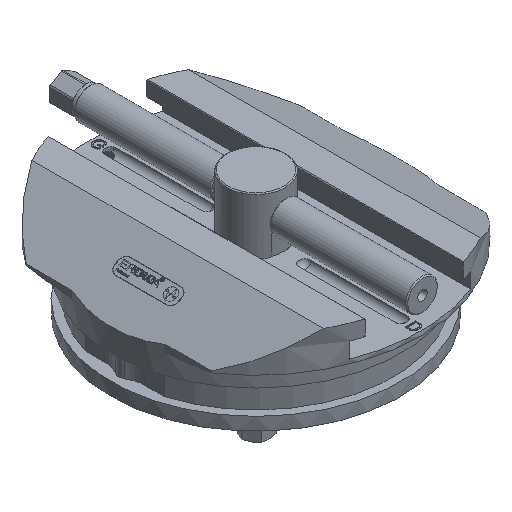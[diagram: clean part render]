
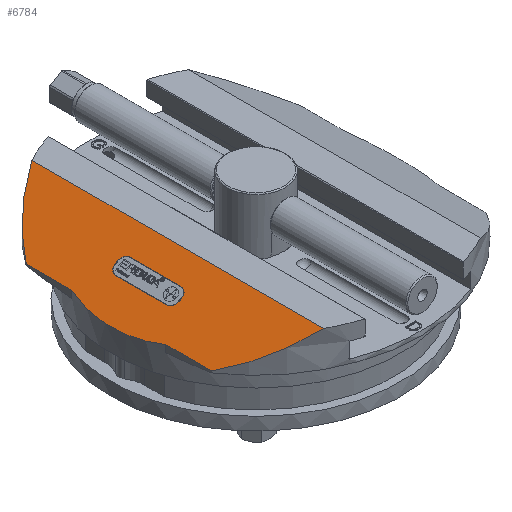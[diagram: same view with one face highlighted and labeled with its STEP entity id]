
A CAD part, isometric view. The second image highlights one B-rep face of the part: STEP entity #6784.
In plain terms, the highlighted planar face has unit normal (-0.5, 0, 0.866).
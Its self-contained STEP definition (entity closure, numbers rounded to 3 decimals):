
#3599=CARTESIAN_POINT('',(-70.0,46.831,-75.321));
#3600=VERTEX_POINT('',#3599);
#3607=CARTESIAN_POINT('',(-40.,73.933,-58.));
#3608=VERTEX_POINT('',#3607);
#3609=CARTESIAN_POINT('',(-40.,73.933,-58.));
#3610=CARTESIAN_POINT('',(-52.105,67.428,-64.989));
#3611=CARTESIAN_POINT('',(-62.302,58.215,-70.876));
#3612=CARTESIAN_POINT('',(-70.,46.831,-75.321));
#3620=(BOUNDED_CURVE()B_SPLINE_CURVE(3,(#3609,#3610,#3611,#3612),.UNSPECIFIED.,.F.,.U.)CURVE()GEOMETRIC_REPRESENTATION_ITEM()QUASI_UNIFORM_CURVE()RATIONAL_B_SPLINE_CURVE((1.0,0.981,0.981,1.0))REPRESENTATION_ITEM(''));
#3621=EDGE_CURVE('',#3608,#3600,#3620,.T.);
#5966=CARTESIAN_POINT('',(-51.276,12.3,-64.51));
#5967=VERTEX_POINT('',#5966);
#5968=CARTESIAN_POINT('',(-54.307,15.8,-66.26));
#5969=VERTEX_POINT('',#5968);
#5970=CARTESIAN_POINT('',(-54.307,12.3,-66.26));
#5971=DIRECTION('',(-0.5,0.,0.866));
#5972=DIRECTION('',(0.866,0.,0.5));
#5973=AXIS2_PLACEMENT_3D('',#5970,#5971,#5972);
#5974=CIRCLE('',#5973,3.5);
#5975=EDGE_CURVE('',#5967,#5969,#5974,.T.);
#6008=CARTESIAN_POINT('',(-51.276,-13.3,-64.51));
#6009=VERTEX_POINT('',#6008);
#6010=CARTESIAN_POINT('',(-51.276,-13.3,-64.51));
#6011=DIRECTION('',(0.0,1.0,0.0));
#6012=VECTOR('',#6011,1.0);
#6013=LINE('',#6010,#6012);
#6014=EDGE_CURVE('',#6009,#5967,#6013,.T.);
#6039=CARTESIAN_POINT('',(-54.307,-16.8,-66.26));
#6040=VERTEX_POINT('',#6039);
#6041=CARTESIAN_POINT('',(-54.307,-13.3,-66.26));
#6042=DIRECTION('',(-0.5,0.,0.866));
#6043=DIRECTION('',(0.0,-1.0,0.));
#6044=AXIS2_PLACEMENT_3D('',#6041,#6042,#6043);
#6045=CIRCLE('',#6044,3.5);
#6046=EDGE_CURVE('',#6040,#6009,#6045,.T.);
#6072=CARTESIAN_POINT('',(-55.693,-16.8,-67.06));
#6073=VERTEX_POINT('',#6072);
#6074=CARTESIAN_POINT('',(-55.693,-16.8,-67.06));
#6075=DIRECTION('',(0.866,0.0,0.5));
#6076=VECTOR('',#6075,1.);
#6077=LINE('',#6074,#6076);
#6078=EDGE_CURVE('',#6073,#6040,#6077,.T.);
#6103=CARTESIAN_POINT('',(-58.724,-13.3,-68.81));
#6104=VERTEX_POINT('',#6103);
#6105=CARTESIAN_POINT('',(-55.693,-13.3,-67.06));
#6106=DIRECTION('',(-0.5,0.,0.866));
#6107=DIRECTION('',(-0.866,0.,-0.5));
#6108=AXIS2_PLACEMENT_3D('',#6105,#6106,#6107);
#6109=CIRCLE('',#6108,3.5);
#6110=EDGE_CURVE('',#6104,#6073,#6109,.T.);
#6136=CARTESIAN_POINT('',(-58.724,12.3,-68.81));
#6137=VERTEX_POINT('',#6136);
#6138=CARTESIAN_POINT('',(-58.724,12.3,-68.81));
#6139=DIRECTION('',(0.0,-1.0,0.0));
#6140=VECTOR('',#6139,1.0);
#6141=LINE('',#6138,#6140);
#6142=EDGE_CURVE('',#6137,#6104,#6141,.T.);
#6167=CARTESIAN_POINT('',(-55.693,15.8,-67.06));
#6168=VERTEX_POINT('',#6167);
#6169=CARTESIAN_POINT('',(-55.693,12.3,-67.06));
#6170=DIRECTION('',(-0.5,0.,0.866));
#6171=DIRECTION('',(0.,1.0,0.));
#6172=AXIS2_PLACEMENT_3D('',#6169,#6170,#6171);
#6173=CIRCLE('',#6172,3.5);
#6174=EDGE_CURVE('',#6168,#6137,#6173,.T.);
#6200=CARTESIAN_POINT('',(-54.307,15.8,-66.26));
#6201=DIRECTION('',(-0.866,0.0,-0.5));
#6202=VECTOR('',#6201,1.);
#6203=LINE('',#6200,#6202);
#6204=EDGE_CURVE('',#5969,#6168,#6203,.T.);
#6712=CARTESIAN_POINT('',(-38.302,81.376,-57.02));
#6713=DIRECTION('',(-0.5,0.,0.866));
#6714=DIRECTION('',(-0.866,0.,-0.5));
#6715=AXIS2_PLACEMENT_3D('',#6712,#6713,#6714);
#6716=PLANE('',#6715);
#6717=CARTESIAN_POINT('',(-70.0,23.5,-75.321));
#6718=VERTEX_POINT('',#6717);
#6719=CARTESIAN_POINT('',(-70.0,-24.5,-75.321));
#6720=VERTEX_POINT('',#6719);
#6721=CARTESIAN_POINT('',(-70.,23.5,-75.321));
#6722=CARTESIAN_POINT('',(-75.383,7.799,-78.428));
#6723=CARTESIAN_POINT('',(-75.383,-8.799,-78.428));
#6724=CARTESIAN_POINT('',(-70.,-24.5,-75.321));
#6732=(BOUNDED_CURVE()B_SPLINE_CURVE(3,(#6721,#6722,#6723,#6724),.UNSPECIFIED.,.F.,.U.)CURVE()GEOMETRIC_REPRESENTATION_ITEM()QUASI_UNIFORM_CURVE()RATIONAL_B_SPLINE_CURVE((1.0,0.964,0.964,1.0))REPRESENTATION_ITEM(''));
#6733=EDGE_CURVE('',#6718,#6720,#6732,.T.);
#6734=ORIENTED_EDGE('',*,*,#6733,.T.);
#6735=CARTESIAN_POINT('',(-70.0,-47.831,-75.321));
#6736=VERTEX_POINT('',#6735);
#6737=CARTESIAN_POINT('',(-70.0,-24.5,-75.321));
#6738=DIRECTION('',(0.0,-1.0,0.0));
#6739=VECTOR('',#6738,1.0);
#6740=LINE('',#6737,#6739);
#6741=EDGE_CURVE('',#6720,#6736,#6740,.T.);
#6742=ORIENTED_EDGE('',*,*,#6741,.T.);
#6743=CARTESIAN_POINT('',(-40.,-74.933,-58.));
#6744=VERTEX_POINT('',#6743);
#6745=CARTESIAN_POINT('',(-70.,-47.831,-75.321));
#6746=CARTESIAN_POINT('',(-62.302,-59.215,-70.876));
#6747=CARTESIAN_POINT('',(-52.105,-68.428,-64.989));
#6748=CARTESIAN_POINT('',(-40.,-74.933,-58.));
#6756=(BOUNDED_CURVE()B_SPLINE_CURVE(3,(#6745,#6746,#6747,#6748),.UNSPECIFIED.,.F.,.U.)CURVE()GEOMETRIC_REPRESENTATION_ITEM()QUASI_UNIFORM_CURVE()RATIONAL_B_SPLINE_CURVE((1.0,0.981,0.981,1.0))REPRESENTATION_ITEM(''));
#6757=EDGE_CURVE('',#6736,#6744,#6756,.T.);
#6758=ORIENTED_EDGE('',*,*,#6757,.T.);
#6759=CARTESIAN_POINT('',(-40.,-74.933,-58.));
#6760=DIRECTION('',(0.0,1.0,0.0));
#6761=VECTOR('',#6760,1.0);
#6762=LINE('',#6759,#6761);
#6763=EDGE_CURVE('',#6744,#3608,#6762,.T.);
#6764=ORIENTED_EDGE('',*,*,#6763,.T.);
#6765=ORIENTED_EDGE('',*,*,#3621,.T.);
#6766=CARTESIAN_POINT('',(-70.0,46.831,-75.321));
#6767=DIRECTION('',(0.0,-1.0,0.0));
#6768=VECTOR('',#6767,1.0);
#6769=LINE('',#6766,#6768);
#6770=EDGE_CURVE('',#3600,#6718,#6769,.T.);
#6771=ORIENTED_EDGE('',*,*,#6770,.T.);
#6772=EDGE_LOOP('',(#6734,#6742,#6758,#6764,#6765,#6771));
#6773=FACE_OUTER_BOUND('',#6772,.T.);
#6774=ORIENTED_EDGE('',*,*,#5975,.F.);
#6775=ORIENTED_EDGE('',*,*,#6014,.F.);
#6776=ORIENTED_EDGE('',*,*,#6046,.F.);
#6777=ORIENTED_EDGE('',*,*,#6078,.F.);
#6778=ORIENTED_EDGE('',*,*,#6110,.F.);
#6779=ORIENTED_EDGE('',*,*,#6142,.F.);
#6780=ORIENTED_EDGE('',*,*,#6174,.F.);
#6781=ORIENTED_EDGE('',*,*,#6204,.F.);
#6782=EDGE_LOOP('',(#6774,#6775,#6776,#6777,#6778,#6779,#6780,#6781));
#6783=FACE_BOUND('',#6782,.T.);
#6784=ADVANCED_FACE('',(#6773,#6783),#6716,.T.);
